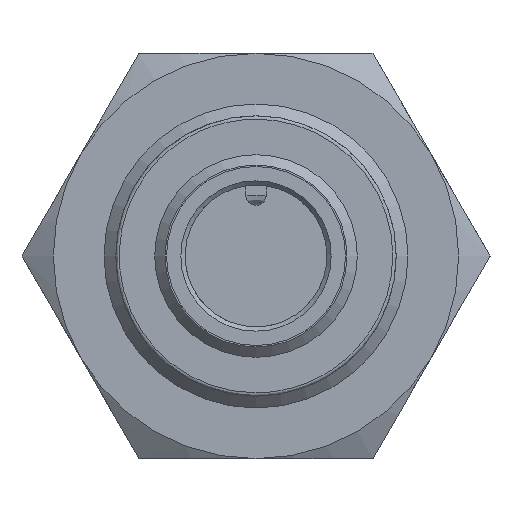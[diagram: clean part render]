
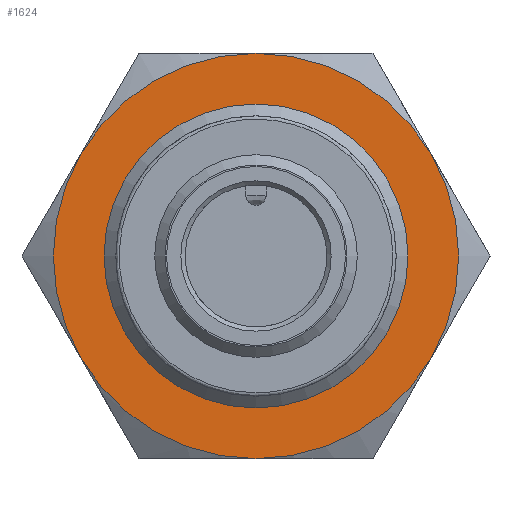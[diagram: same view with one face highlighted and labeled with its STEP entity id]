
A CAD part, left-side view. The second image highlights one B-rep face of the part: STEP entity #1624.
In plain terms, the highlighted planar face has unit normal (-1, 0, 0).
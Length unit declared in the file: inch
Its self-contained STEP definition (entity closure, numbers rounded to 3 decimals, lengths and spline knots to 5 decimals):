
#23 = CARTESIAN_POINT ( 'NONE',  ( 1.02362, 0., 0. ) ) ;
#89 = VERTEX_POINT ( 'NONE', #973 ) ;
#111 = CARTESIAN_POINT ( 'NONE',  ( 1.02362, -0.47244, 0. ) ) ;
#122 = CARTESIAN_POINT ( 'NONE',  ( 1.02362, -0.40915, 0.23622 ) ) ;
#204 = DIRECTION ( 'NONE',  ( 0., 1., 0. ) ) ;
#217 = DIRECTION ( 'NONE',  ( -1., 0., 0. ) ) ;
#304 = FACE_OUTER_BOUND ( 'NONE', #1443, .T. ) ;
#339 = ORIENTED_EDGE ( 'NONE', *, *, #1479, .F. ) ;
#340 = ORIENTED_EDGE ( 'NONE', *, *, #1323, .F. ) ;
#401 = AXIS2_PLACEMENT_3D ( 'NONE', #1811, #2390, #2591 ) ;
#412 = CARTESIAN_POINT ( 'NONE',  ( 1.02362, 0., 0. ) ) ;
#535 = VERTEX_POINT ( 'NONE', #1211 ) ;
#576 = AXIS2_PLACEMENT_3D ( 'NONE', #412, #217, #2251 ) ;
#581 = ORIENTED_EDGE ( 'NONE', *, *, #1975, .F. ) ;
#623 = CARTESIAN_POINT ( 'NONE',  ( 1.02362, -0.40915, -0.23622 ) ) ;
#627 = DIRECTION ( 'NONE',  ( 0., 1., 0. ) ) ;
#632 = CARTESIAN_POINT ( 'NONE',  ( 1.02362, 0., -0.35433 ) ) ;
#638 = CARTESIAN_POINT ( 'NONE',  ( 1.02362, 0., 0. ) ) ;
#679 = DIRECTION ( 'NONE',  ( 1., 0., 0. ) ) ;
#706 = AXIS2_PLACEMENT_3D ( 'NONE', #638, #2030, #204 ) ;
#750 = CARTESIAN_POINT ( 'NONE',  ( 1.02362, 0.40915, 0.23622 ) ) ;
#767 = VERTEX_POINT ( 'NONE', #122 ) ;
#804 = CARTESIAN_POINT ( 'NONE',  ( 1.02362, 0., 0. ) ) ;
#819 = DIRECTION ( 'NONE',  ( 0., 0., 1. ) ) ;
#830 = AXIS2_PLACEMENT_3D ( 'NONE', #1068, #679, #1282 ) ;
#882 = ORIENTED_EDGE ( 'NONE', *, *, #2021, .F. ) ;
#904 = ORIENTED_EDGE ( 'NONE', *, *, #1852, .F. ) ;
#920 = CIRCLE ( 'NONE', #576, 0.35433 ) ;
#924 = DIRECTION ( 'NONE',  ( 1., 0., 0. ) ) ;
#973 = CARTESIAN_POINT ( 'NONE',  ( 1.02362, 0.40915, -0.23622 ) ) ;
#1043 = CIRCLE ( 'NONE', #1732, 0.47244 ) ;
#1068 = CARTESIAN_POINT ( 'NONE',  ( 1.02362, 0., 0. ) ) ;
#1090 = AXIS2_PLACEMENT_3D ( 'NONE', #1822, #1628, #819 ) ;
#1124 = FACE_BOUND ( 'NONE', #2358, .T. ) ;
#1135 = AXIS2_PLACEMENT_3D ( 'NONE', #111, #924, #1874 ) ;
#1211 = CARTESIAN_POINT ( 'NONE',  ( 1.02362, 0., 0.47244 ) ) ;
#1282 = DIRECTION ( 'NONE',  ( 0., 0., 1. ) ) ;
#1323 = EDGE_CURVE ( 'NONE', #535, #767, #2025, .T. ) ;
#1390 = CIRCLE ( 'NONE', #401, 0.47244 ) ;
#1443 = EDGE_LOOP ( 'NONE', ( #339, #340, #1731, #581, #904, #2521 ) ) ;
#1479 = EDGE_CURVE ( 'NONE', #767, #1502, #1649, .T. ) ;
#1489 = VERTEX_POINT ( 'NONE', #1868 ) ;
#1502 = VERTEX_POINT ( 'NONE', #623 ) ;
#1623 = DIRECTION ( 'NONE',  ( 0., 1., 0. ) ) ;
#1624 = ADVANCED_FACE ( 'NONE', ( #304, #1124 ), #1935, .F. ) ;
#1628 = DIRECTION ( 'NONE',  ( 1., 0., 0. ) ) ;
#1649 = CIRCLE ( 'NONE', #830, 0.47244 ) ;
#1731 = ORIENTED_EDGE ( 'NONE', *, *, #2015, .F. ) ;
#1732 = AXIS2_PLACEMENT_3D ( 'NONE', #23, #2241, #627 ) ;
#1779 = CIRCLE ( 'NONE', #706, 0.47244 ) ;
#1811 = CARTESIAN_POINT ( 'NONE',  ( 1.02362, 0., 0. ) ) ;
#1822 = CARTESIAN_POINT ( 'NONE',  ( 1.02362, 0., 0. ) ) ;
#1852 = EDGE_CURVE ( 'NONE', #1489, #89, #1390, .T. ) ;
#1868 = CARTESIAN_POINT ( 'NONE',  ( 1.02362, 0., -0.47244 ) ) ;
#1874 = DIRECTION ( 'NONE',  ( 0., 0., 1. ) ) ;
#1935 = PLANE ( 'NONE',  #1135 ) ;
#1975 = EDGE_CURVE ( 'NONE', #89, #2314, #2233, .T. ) ;
#2006 = EDGE_CURVE ( 'NONE', #1502, #1489, #1779, .T. ) ;
#2015 = EDGE_CURVE ( 'NONE', #2314, #535, #1043, .T. ) ;
#2021 = EDGE_CURVE ( 'NONE', #2212, #2212, #920, .T. ) ;
#2025 = CIRCLE ( 'NONE', #2271, 0.47244 ) ;
#2030 = DIRECTION ( 'NONE',  ( 1., 0., 0. ) ) ;
#2212 = VERTEX_POINT ( 'NONE', #632 ) ;
#2233 = CIRCLE ( 'NONE', #1090, 0.47244 ) ;
#2241 = DIRECTION ( 'NONE',  ( 1., 0., 0. ) ) ;
#2251 = DIRECTION ( 'NONE',  ( 0., 0., -1. ) ) ;
#2271 = AXIS2_PLACEMENT_3D ( 'NONE', #804, #2400, #1623 ) ;
#2314 = VERTEX_POINT ( 'NONE', #750 ) ;
#2358 = EDGE_LOOP ( 'NONE', ( #882 ) ) ;
#2390 = DIRECTION ( 'NONE',  ( 1., 0., 0. ) ) ;
#2400 = DIRECTION ( 'NONE',  ( 1., 0., 0. ) ) ;
#2521 = ORIENTED_EDGE ( 'NONE', *, *, #2006, .F. ) ;
#2591 = DIRECTION ( 'NONE',  ( 0., 1., 0. ) ) ;
